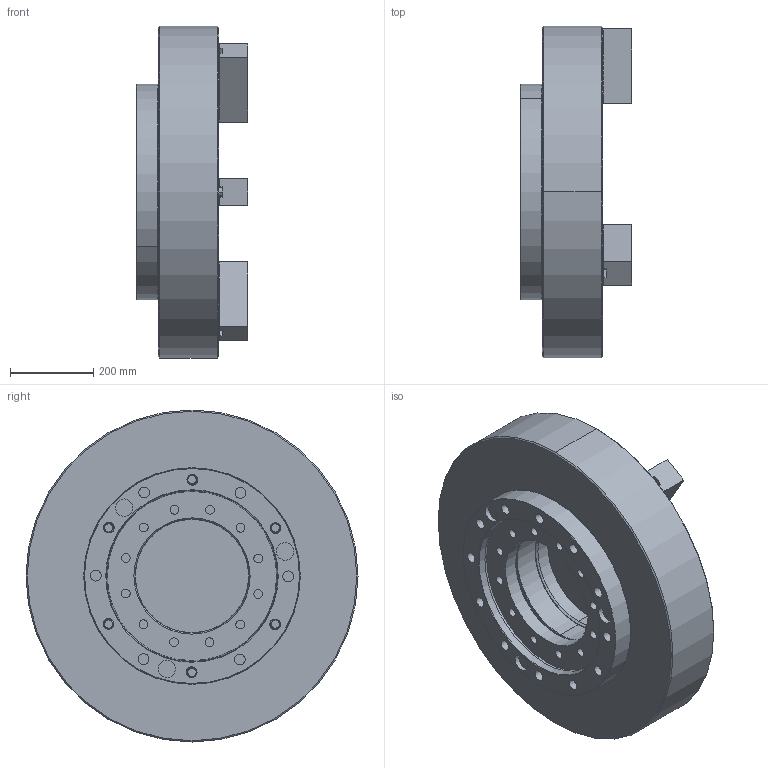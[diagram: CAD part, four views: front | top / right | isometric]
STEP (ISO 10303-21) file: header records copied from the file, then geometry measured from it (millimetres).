
FILE_DESCRIPTION (( 'STEP AP203' ), '1' );
FILE_NAME ('CF-3H-232A20.STEP', '2019-12-26T09:01:14', ( 'temp' ), ( '' ), 'SwSTEP 2.0', 'SolidWorks 2016', '' );
FILE_SCHEMA (( 'CONFIG_CONTROL_DESIGN' ));
Length unit declared in the file: millimetre
Products named in the file (12): CF-3H-232A20; CF-3H-232-07000; CF-3H-224-08000; SJ-21; 圓頭內六角螺栓_M20x55; 圓頭內六角螺栓_M24x150; 圓頭內六角螺栓_M6x16; CF-3H-232-01000; 錐平頭六角孔螺栓_M4x10; CF-3H-232-02000; 3H-21-11000-A20法蘭; CF-3H-232-06000
Assembly tree (30 placements, depth 2):
  CF-3H-232A20
    CF-3H-232-01000
    CF-3H-232-02000
    CF-3H-232-06000
    CF-3H-232-07000
    CF-3H-224-08000
    SJ-21  x3
    圓頭內六角螺栓_M20x55  x6
    圓頭內六角螺栓_M24x150  x6
    圓頭內六角螺栓_M6x16  x6
    錐平頭六角孔螺栓_M4x10  x3
    3H-21-11000-A20法蘭
Bounding box: 268 x 800 x 800 mm (x, y, z)
Volume: 69206963 mm3; surface area: 2950972.2 mm2
Topology: 30 solids, 30 shells, 2680 faces, 7362 edges, 4795 vertices
Faces by surface type: plane 1884, cylinder 598, cone 188, torus 10
Entity records: 33908 total; most frequent: DIRECTION 5592, CARTESIAN_POINT 5586, ORIENTED_EDGE 5476, EDGE_CURVE 2738, LINE 1996, VECTOR 1996, AXIS2_PLACEMENT_3D 1798, VERTEX_POINT 1792
